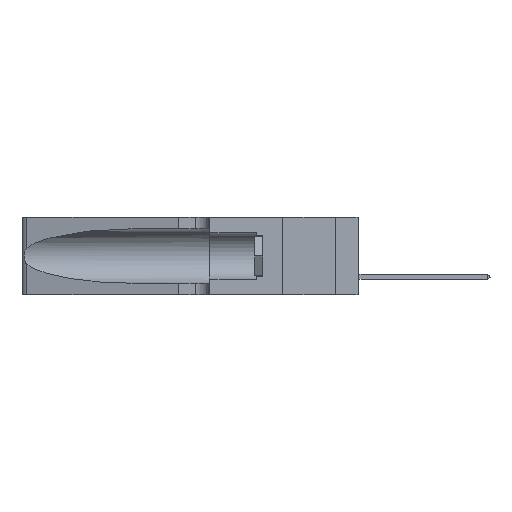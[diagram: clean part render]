
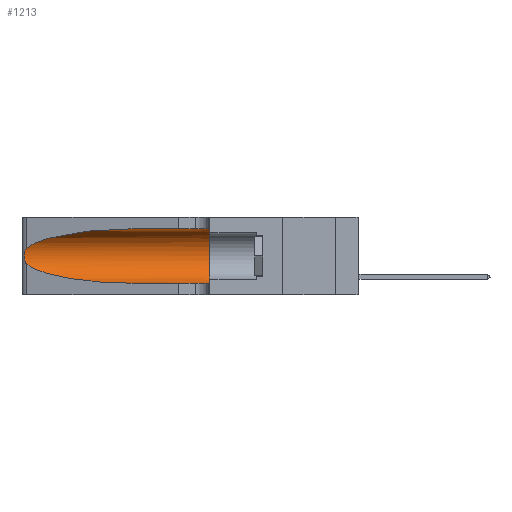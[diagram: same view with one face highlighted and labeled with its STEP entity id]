
A CAD part, left-side view. The second image highlights one B-rep face of the part: STEP entity #1213.
In plain terms, the highlighted cylindrical face has radius 3.308 mm (diameter 6.617 mm), a partial arc.
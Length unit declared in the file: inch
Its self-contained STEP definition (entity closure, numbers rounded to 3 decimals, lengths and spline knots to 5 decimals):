
#1102 = EDGE_CURVE ( 'NONE', #36018, #41437, #23250, .T. ) ;
#1213 = ADVANCED_FACE ( 'NONE', ( #24340 ), #16054, .F. ) ;
#1575 = VERTEX_POINT ( 'NONE', #14460 ) ;
#3353 = CARTESIAN_POINT ( 'NONE',  ( 0.1305, 0.35, 0.185 ) ) ;
#3717 = EDGE_CURVE ( 'NONE', #1575, #18618, #5760, .T. ) ;
#3873 = VECTOR ( 'NONE', #43314, 39.37008 ) ;
#4367 = CARTESIAN_POINT ( 'NONE',  ( 0.25856, 1.23593, 0.16098 ) ) ;
#4525 = CARTESIAN_POINT ( 'NONE',  ( 0.25854, 1.2359, 0.20912 ) ) ;
#5181 =( BOUNDED_CURVE ( )  B_SPLINE_CURVE ( 3, ( #12917, #19693, #16579, #30636 ),
 .UNSPECIFIED., .F., .F. ) 
 B_SPLINE_CURVE_WITH_KNOTS ( ( 4, 4 ),
 ( 3.44316, 4.71239 ),
 .UNSPECIFIED. ) 
 CURVE ( )  GEOMETRIC_REPRESENTATION_ITEM ( )  RATIONAL_B_SPLINE_CURVE ( ( 1., 0.87, 0.87, 1. ) ) 
 REPRESENTATION_ITEM ( '' )  );
#5627 = ORIENTED_EDGE ( 'NONE', *, *, #40728, .F. ) ;
#5760 = B_SPLINE_CURVE_WITH_KNOTS ( 'NONE', 3,
 ( #39346, #36448, #39825, #7789, #4525, #25347, #18747, #25827, #32454, #4367, #15336, #11299, #35967, #14880 ),
 .UNSPECIFIED., .F., .F.,
 ( 4, 2, 2, 2, 2, 2, 4 ),
 ( 0., 0.00027, 0.00053, 0.00107, 0.0016, 0.00187, 0.00214 ),
 .UNSPECIFIED. ) ;
#5941 = EDGE_LOOP ( 'NONE', ( #32014, #40310, #35137, #10316, #36074, #5627 ) ) ;
#7364 = CARTESIAN_POINT ( 'NONE',  ( 0.1305, 0.35, 0.05475 ) ) ;
#7586 = CARTESIAN_POINT ( 'NONE',  ( 0.1305, 1.61858, 0.05475 ) ) ;
#7789 = CARTESIAN_POINT ( 'NONE',  ( 0.25787, 1.23484, 0.2124 ) ) ;
#10316 = ORIENTED_EDGE ( 'NONE', *, *, #1102, .T. ) ;
#11299 = CARTESIAN_POINT ( 'NONE',  ( 0.25639, 1.23186, 0.15144 ) ) ;
#11628 = EDGE_CURVE ( 'NONE', #30483, #41437, #39483, .T. ) ;
#12705 = CARTESIAN_POINT ( 'NONE',  ( 0.18966, 0.96281, 0.31525 ) ) ;
#12917 = CARTESIAN_POINT ( 'NONE',  ( 0.25487, 1.22718, 0.14631 ) ) ;
#14460 = CARTESIAN_POINT ( 'NONE',  ( 0.25487, 1.22718, 0.22369 ) ) ;
#14880 = CARTESIAN_POINT ( 'NONE',  ( 0.25487, 1.22718, 0.14631 ) ) ;
#15336 = CARTESIAN_POINT ( 'NONE',  ( 0.25789, 1.23486, 0.15765 ) ) ;
#15599 = VERTEX_POINT ( 'NONE', #19973 ) ;
#16054 = CYLINDRICAL_SURFACE ( 'NONE', #24877, 0.13025 ) ;
#16579 = CARTESIAN_POINT ( 'NONE',  ( 0.18966, 0.96281, 0.05475 ) ) ;
#18331 = DIRECTION ( 'NONE',  ( 0., -1., 0. ) ) ;
#18618 = VERTEX_POINT ( 'NONE', #40839 ) ;
#18747 = CARTESIAN_POINT ( 'NONE',  ( 0.26075, 1.23896, 0.19203 ) ) ;
#19693 = CARTESIAN_POINT ( 'NONE',  ( 0.2373, 1.15595, 0.08982 ) ) ;
#19973 = CARTESIAN_POINT ( 'NONE',  ( 0.1305, 0.72297, 0.31525 ) ) ;
#20220 =( BOUNDED_CURVE ( )  B_SPLINE_CURVE ( 3, ( #40711, #12705, #30287, #44433 ),
 .UNSPECIFIED., .F., .F. ) 
 B_SPLINE_CURVE_WITH_KNOTS ( ( 4, 4 ),
 ( 1.5708, 2.84003 ),
 .UNSPECIFIED. ) 
 CURVE ( )  GEOMETRIC_REPRESENTATION_ITEM ( )  RATIONAL_B_SPLINE_CURVE ( ( 1., 0.87, 0.87, 1. ) ) 
 REPRESENTATION_ITEM ( '' )  );
#22598 = VECTOR ( 'NONE', #18331, 39.37008 ) ;
#23250 = LINE ( 'NONE', #7586, #3873 ) ;
#24340 = FACE_OUTER_BOUND ( 'NONE', #5941, .T. ) ;
#24877 = AXIS2_PLACEMENT_3D ( 'NONE', #40704, #30892, #33805 ) ;
#25347 = CARTESIAN_POINT ( 'NONE',  ( 0.26018, 1.23835, 0.19895 ) ) ;
#25827 = CARTESIAN_POINT ( 'NONE',  ( 0.26075, 1.23896, 0.178 ) ) ;
#28668 = CARTESIAN_POINT ( 'NONE',  ( 0.1305, 1.61858, 0.31525 ) ) ;
#29796 = AXIS2_PLACEMENT_3D ( 'NONE', #3353, #34706, #38656 ) ;
#30287 = CARTESIAN_POINT ( 'NONE',  ( 0.2373, 1.15595, 0.28018 ) ) ;
#30483 = VERTEX_POINT ( 'NONE', #33691 ) ;
#30636 = CARTESIAN_POINT ( 'NONE',  ( 0.1305, 0.72297, 0.05475 ) ) ;
#30892 = DIRECTION ( 'NONE',  ( 0., -1., 0. ) ) ;
#31970 = LINE ( 'NONE', #28668, #22598 ) ;
#32014 = ORIENTED_EDGE ( 'NONE', *, *, #32097, .T. ) ;
#32097 = EDGE_CURVE ( 'NONE', #15599, #1575, #20220, .T. ) ;
#32454 = CARTESIAN_POINT ( 'NONE',  ( 0.26017, 1.23833, 0.17102 ) ) ;
#33691 = CARTESIAN_POINT ( 'NONE',  ( 0.1305, 0.35, 0.31525 ) ) ;
#33805 = DIRECTION ( 'NONE',  ( 0., 0., -1. ) ) ;
#34706 = DIRECTION ( 'NONE',  ( 0., 1., 0. ) ) ;
#35137 = ORIENTED_EDGE ( 'NONE', *, *, #39828, .T. ) ;
#35552 = CARTESIAN_POINT ( 'NONE',  ( 0.1305, 0.72297, 0.05475 ) ) ;
#35967 = CARTESIAN_POINT ( 'NONE',  ( 0.25555, 1.22993, 0.14849 ) ) ;
#36018 = VERTEX_POINT ( 'NONE', #35552 ) ;
#36074 = ORIENTED_EDGE ( 'NONE', *, *, #11628, .F. ) ;
#36448 = CARTESIAN_POINT ( 'NONE',  ( 0.25555, 1.22994, 0.2215 ) ) ;
#38656 = DIRECTION ( 'NONE',  ( 0., 0., 1. ) ) ;
#39346 = CARTESIAN_POINT ( 'NONE',  ( 0.25487, 1.22718, 0.22369 ) ) ;
#39483 = CIRCLE ( 'NONE', #29796, 0.13025 ) ;
#39825 = CARTESIAN_POINT ( 'NONE',  ( 0.25639, 1.23184, 0.21858 ) ) ;
#39828 = EDGE_CURVE ( 'NONE', #18618, #36018, #5181, .T. ) ;
#40310 = ORIENTED_EDGE ( 'NONE', *, *, #3717, .T. ) ;
#40704 = CARTESIAN_POINT ( 'NONE',  ( 0.1305, 1.61858, 0.185 ) ) ;
#40711 = CARTESIAN_POINT ( 'NONE',  ( 0.1305, 0.72297, 0.31525 ) ) ;
#40728 = EDGE_CURVE ( 'NONE', #15599, #30483, #31970, .T. ) ;
#40839 = CARTESIAN_POINT ( 'NONE',  ( 0.25487, 1.22718, 0.14631 ) ) ;
#41437 = VERTEX_POINT ( 'NONE', #7364 ) ;
#43314 = DIRECTION ( 'NONE',  ( 0., -1., 0. ) ) ;
#44433 = CARTESIAN_POINT ( 'NONE',  ( 0.25487, 1.22718, 0.22369 ) ) ;
